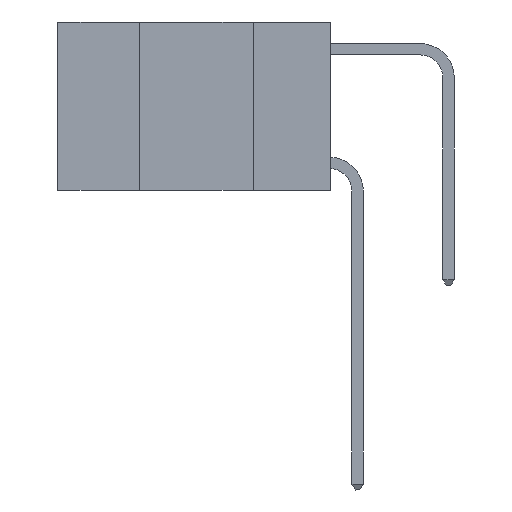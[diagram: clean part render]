
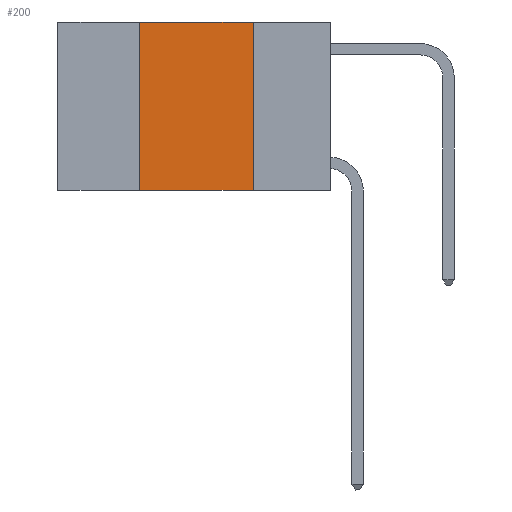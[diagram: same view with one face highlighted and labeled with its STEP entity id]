
A CAD part, left-side view. The second image highlights one B-rep face of the part: STEP entity #200.
In plain terms, the highlighted planar face has unit normal (-1, 0, 0).
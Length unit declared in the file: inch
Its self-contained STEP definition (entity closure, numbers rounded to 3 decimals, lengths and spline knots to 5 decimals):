
#200 = ADVANCED_FACE ( 'NONE', ( #3653 ), #431, .F. ) ;
#405 = DIRECTION ( 'NONE',  ( 0., 0., -1. ) ) ;
#431 = PLANE ( 'NONE',  #8462 ) ;
#533 = CARTESIAN_POINT ( 'NONE',  ( 0., 0.17, 0. ) ) ;
#762 = DIRECTION ( 'NONE',  ( 0., 0., -1. ) ) ;
#1052 = VERTEX_POINT ( 'NONE', #2403 ) ;
#1262 = EDGE_CURVE ( 'NONE', #1052, #5322, #4249, .T. ) ;
#1289 = CARTESIAN_POINT ( 'NONE',  ( 0., 0.6, 0. ) ) ;
#1807 = VECTOR ( 'NONE', #7831, 39.37008 ) ;
#1955 = DIRECTION ( 'NONE',  ( 0., -1., 0. ) ) ;
#2041 = EDGE_CURVE ( 'NONE', #9257, #1052, #2335, .T. ) ;
#2045 = EDGE_CURVE ( 'NONE', #5322, #2744, #2835, .T. ) ;
#2089 = EDGE_CURVE ( 'NONE', #9257, #2744, #9795, .T. ) ;
#2238 = CARTESIAN_POINT ( 'NONE',  ( 0., 0.6, -0.37 ) ) ;
#2335 = LINE ( 'NONE', #3760, #8424 ) ;
#2403 = CARTESIAN_POINT ( 'NONE',  ( 0., 0.42, 0. ) ) ;
#2744 = VERTEX_POINT ( 'NONE', #5587 ) ;
#2835 = LINE ( 'NONE', #6168, #4236 ) ;
#3653 = FACE_OUTER_BOUND ( 'NONE', #5698, .T. ) ;
#3760 = CARTESIAN_POINT ( 'NONE',  ( 0., 0.42, 0. ) ) ;
#4236 = VECTOR ( 'NONE', #405, 39.37008 ) ;
#4249 = LINE ( 'NONE', #6799, #7493 ) ;
#4590 = DIRECTION ( 'NONE',  ( 0., 0., 1. ) ) ;
#4974 = ORIENTED_EDGE ( 'NONE', *, *, #2089, .T. ) ;
#5322 = VERTEX_POINT ( 'NONE', #533 ) ;
#5378 = DIRECTION ( 'NONE',  ( 1., 0., 0. ) ) ;
#5587 = CARTESIAN_POINT ( 'NONE',  ( 0., 0.17, -0.37 ) ) ;
#5698 = EDGE_LOOP ( 'NONE', ( #9953, #5943, #8143, #4974 ) ) ;
#5943 = ORIENTED_EDGE ( 'NONE', *, *, #1262, .F. ) ;
#6168 = CARTESIAN_POINT ( 'NONE',  ( 0., 0.17, 0. ) ) ;
#6799 = CARTESIAN_POINT ( 'NONE',  ( 0., 0.6, 0. ) ) ;
#7481 = CARTESIAN_POINT ( 'NONE',  ( 0., 0.42, -0.37 ) ) ;
#7493 = VECTOR ( 'NONE', #1955, 39.37008 ) ;
#7831 = DIRECTION ( 'NONE',  ( 0., -1., 0. ) ) ;
#8143 = ORIENTED_EDGE ( 'NONE', *, *, #2041, .F. ) ;
#8424 = VECTOR ( 'NONE', #4590, 39.37008 ) ;
#8462 = AXIS2_PLACEMENT_3D ( 'NONE', #1289, #5378, #762 ) ;
#9257 = VERTEX_POINT ( 'NONE', #7481 ) ;
#9795 = LINE ( 'NONE', #2238, #1807 ) ;
#9953 = ORIENTED_EDGE ( 'NONE', *, *, #2045, .F. ) ;
